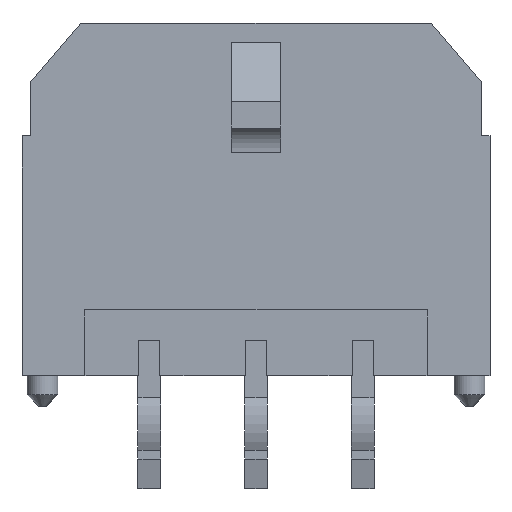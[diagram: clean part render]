
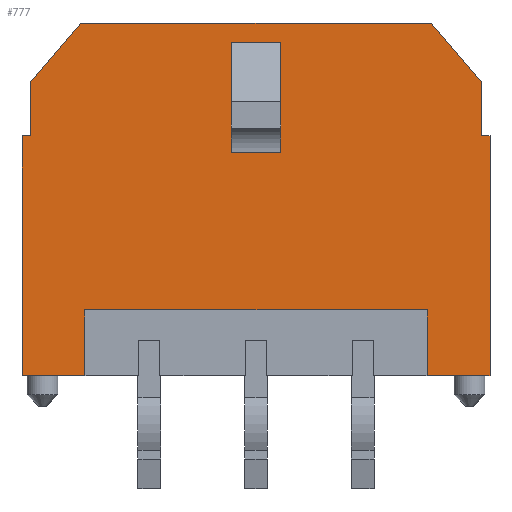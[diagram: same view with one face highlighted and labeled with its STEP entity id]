
A CAD part, front view. The second image highlights one B-rep face of the part: STEP entity #777.
In plain terms, the highlighted planar face has unit normal (0, -1, 0).
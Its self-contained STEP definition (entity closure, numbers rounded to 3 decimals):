
#80 = VERTEX_POINT('',#81);
#81 = CARTESIAN_POINT('',(9.325,-4.9,6.74));
#87 = EDGE_CURVE('',#80,#88,#90,.T.);
#88 = VERTEX_POINT('',#89);
#89 = CARTESIAN_POINT('',(9.325,-4.9,8.26));
#90 = LINE('',#91,#92);
#91 = CARTESIAN_POINT('',(9.325,-4.9,6.74));
#92 = VECTOR('',#93,1.);
#93 = DIRECTION('',(0.,0.,1.));
#357 = VERTEX_POINT('',#358);
#358 = CARTESIAN_POINT('',(-1.925,-4.9,9.91));
#364 = EDGE_CURVE('',#365,#357,#367,.T.);
#365 = VERTEX_POINT('',#366);
#366 = CARTESIAN_POINT('',(-3.325,-4.9,8.26));
#367 = LINE('',#368,#369);
#368 = CARTESIAN_POINT('',(-3.325,-4.9,8.26));
#369 = VECTOR('',#370,1.);
#370 = DIRECTION('',(0.647,0.,0.763)
  );
#583 = EDGE_CURVE('',#584,#365,#586,.T.);
#584 = VERTEX_POINT('',#585);
#585 = CARTESIAN_POINT('',(-3.325,-4.9,6.74));
#586 = LINE('',#587,#588);
#587 = CARTESIAN_POINT('',(-3.325,-4.9,6.74));
#588 = VECTOR('',#589,1.);
#589 = DIRECTION('',(0.,0.,1.));
#728 = EDGE_CURVE('',#584,#729,#731,.T.);
#729 = VERTEX_POINT('',#730);
#730 = CARTESIAN_POINT('',(-3.575,-4.9,6.74));
#731 = LINE('',#732,#733);
#732 = CARTESIAN_POINT('',(-3.325,-4.9,6.74));
#733 = VECTOR('',#734,1.);
#734 = DIRECTION('',(-1.,0.,0.));
#777 = ADVANCED_FACE('',(#778,#860),#894,.T.);
#778 = FACE_BOUND('',#779,.F.);
#779 = EDGE_LOOP('',(#780,#790,#798,#806,#814,#820,#821,#822,#823,#831,
    #837,#838,#846,#854));
#780 = ORIENTED_EDGE('',*,*,#781,.T.);
#781 = EDGE_CURVE('',#782,#784,#786,.T.);
#782 = VERTEX_POINT('',#783);
#783 = CARTESIAN_POINT('',(7.805,-4.9,0.));
#784 = VERTEX_POINT('',#785);
#785 = CARTESIAN_POINT('',(7.805,-4.9,1.85));
#786 = LINE('',#787,#788);
#787 = CARTESIAN_POINT('',(7.805,-4.9,0.));
#788 = VECTOR('',#789,1.);
#789 = DIRECTION('',(0.,0.,1.));
#790 = ORIENTED_EDGE('',*,*,#791,.T.);
#791 = EDGE_CURVE('',#784,#792,#794,.T.);
#792 = VERTEX_POINT('',#793);
#793 = CARTESIAN_POINT('',(-1.805,-4.9,1.85));
#794 = LINE('',#795,#796);
#795 = CARTESIAN_POINT('',(7.805,-4.9,1.85));
#796 = VECTOR('',#797,1.);
#797 = DIRECTION('',(-1.,0.,0.));
#798 = ORIENTED_EDGE('',*,*,#799,.F.);
#799 = EDGE_CURVE('',#800,#792,#802,.T.);
#800 = VERTEX_POINT('',#801);
#801 = CARTESIAN_POINT('',(-1.805,-4.9,0.));
#802 = LINE('',#803,#804);
#803 = CARTESIAN_POINT('',(-1.805,-4.9,0.));
#804 = VECTOR('',#805,1.);
#805 = DIRECTION('',(0.,0.,1.));
#806 = ORIENTED_EDGE('',*,*,#807,.F.);
#807 = EDGE_CURVE('',#808,#800,#810,.T.);
#808 = VERTEX_POINT('',#809);
#809 = CARTESIAN_POINT('',(-3.575,-4.9,0.));
#810 = LINE('',#811,#812);
#811 = CARTESIAN_POINT('',(-3.575,-4.9,0.));
#812 = VECTOR('',#813,1.);
#813 = DIRECTION('',(1.,0.,0.));
#814 = ORIENTED_EDGE('',*,*,#815,.T.);
#815 = EDGE_CURVE('',#808,#729,#816,.T.);
#816 = LINE('',#817,#818);
#817 = CARTESIAN_POINT('',(-3.575,-4.9,0.));
#818 = VECTOR('',#819,1.);
#819 = DIRECTION('',(0.,0.,1.));
#820 = ORIENTED_EDGE('',*,*,#728,.F.);
#821 = ORIENTED_EDGE('',*,*,#583,.T.);
#822 = ORIENTED_EDGE('',*,*,#364,.T.);
#823 = ORIENTED_EDGE('',*,*,#824,.F.);
#824 = EDGE_CURVE('',#825,#357,#827,.T.);
#825 = VERTEX_POINT('',#826);
#826 = CARTESIAN_POINT('',(7.925,-4.9,9.91));
#827 = LINE('',#828,#829);
#828 = CARTESIAN_POINT('',(7.925,-4.9,9.91));
#829 = VECTOR('',#830,1.);
#830 = DIRECTION('',(-1.,0.,0.));
#831 = ORIENTED_EDGE('',*,*,#832,.T.);
#832 = EDGE_CURVE('',#825,#88,#833,.T.);
#833 = LINE('',#834,#835);
#834 = CARTESIAN_POINT('',(7.925,-4.9,9.91));
#835 = VECTOR('',#836,1.);
#836 = DIRECTION('',(0.647,0.,-0.763)
  );
#837 = ORIENTED_EDGE('',*,*,#87,.F.);
#838 = ORIENTED_EDGE('',*,*,#839,.T.);
#839 = EDGE_CURVE('',#80,#840,#842,.T.);
#840 = VERTEX_POINT('',#841);
#841 = CARTESIAN_POINT('',(9.575,-4.9,6.74));
#842 = LINE('',#843,#844);
#843 = CARTESIAN_POINT('',(9.325,-4.9,6.74));
#844 = VECTOR('',#845,1.);
#845 = DIRECTION('',(1.,0.,0.));
#846 = ORIENTED_EDGE('',*,*,#847,.T.);
#847 = EDGE_CURVE('',#840,#848,#850,.T.);
#848 = VERTEX_POINT('',#849);
#849 = CARTESIAN_POINT('',(9.575,-4.9,0.));
#850 = LINE('',#851,#852);
#851 = CARTESIAN_POINT('',(9.575,-4.9,6.74));
#852 = VECTOR('',#853,1.);
#853 = DIRECTION('',(-0.,0.,-1.));
#854 = ORIENTED_EDGE('',*,*,#855,.F.);
#855 = EDGE_CURVE('',#782,#848,#856,.T.);
#856 = LINE('',#857,#858);
#857 = CARTESIAN_POINT('',(7.805,-4.9,0.));
#858 = VECTOR('',#859,1.);
#859 = DIRECTION('',(1.,0.,0.));
#860 = FACE_BOUND('',#861,.F.);
#861 = EDGE_LOOP('',(#862,#872,#880,#888));
#862 = ORIENTED_EDGE('',*,*,#863,.F.);
#863 = EDGE_CURVE('',#864,#866,#868,.T.);
#864 = VERTEX_POINT('',#865);
#865 = CARTESIAN_POINT('',(3.7,-4.9,9.37));
#866 = VERTEX_POINT('',#867);
#867 = CARTESIAN_POINT('',(3.7,-4.9,6.284));
#868 = LINE('',#869,#870);
#869 = CARTESIAN_POINT('',(3.7,-4.9,9.37));
#870 = VECTOR('',#871,1.);
#871 = DIRECTION('',(-0.,0.,-1.));
#872 = ORIENTED_EDGE('',*,*,#873,.T.);
#873 = EDGE_CURVE('',#864,#874,#876,.T.);
#874 = VERTEX_POINT('',#875);
#875 = CARTESIAN_POINT('',(2.3,-4.9,9.37));
#876 = LINE('',#877,#878);
#877 = CARTESIAN_POINT('',(3.7,-4.9,9.37));
#878 = VECTOR('',#879,1.);
#879 = DIRECTION('',(-1.,0.,0.));
#880 = ORIENTED_EDGE('',*,*,#881,.T.);
#881 = EDGE_CURVE('',#874,#882,#884,.T.);
#882 = VERTEX_POINT('',#883);
#883 = CARTESIAN_POINT('',(2.3,-4.9,6.284));
#884 = LINE('',#885,#886);
#885 = CARTESIAN_POINT('',(2.3,-4.9,9.37));
#886 = VECTOR('',#887,1.);
#887 = DIRECTION('',(-0.,0.,-1.));
#888 = ORIENTED_EDGE('',*,*,#889,.F.);
#889 = EDGE_CURVE('',#866,#882,#890,.T.);
#890 = LINE('',#891,#892);
#891 = CARTESIAN_POINT('',(3.7,-4.9,6.284));
#892 = VECTOR('',#893,1.);
#893 = DIRECTION('',(-1.,0.,0.));
#894 = PLANE('',#895);
#895 = AXIS2_PLACEMENT_3D('',#896,#897,#898);
#896 = CARTESIAN_POINT('',(9.325,-4.9,0.));
#897 = DIRECTION('',(0.,-1.,0.));
#898 = DIRECTION('',(0.,0.,1.));
